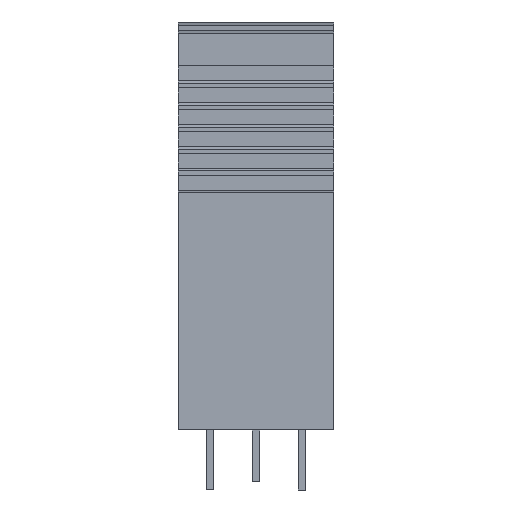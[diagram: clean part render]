
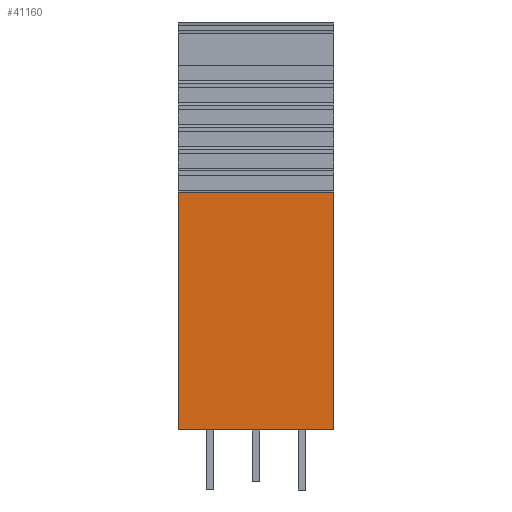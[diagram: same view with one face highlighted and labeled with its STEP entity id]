
A CAD part, front view. The second image highlights one B-rep face of the part: STEP entity #41160.
In plain terms, the highlighted face is planar.
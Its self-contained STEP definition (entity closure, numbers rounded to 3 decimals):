
#6590=CARTESIAN_POINT('',(181.676,74.373,
-0.1));
#6600=VERTEX_POINT('',#6590);
#6630=CARTESIAN_POINT('',(181.676,28.86,-0.1)
);
#6640=DIRECTION('',(0.,1.,0.));
#6650=VECTOR('',#6640,1.);
#6660=LINE('',#6630,#6650);
#6670=CARTESIAN_POINT('',(181.676,47.259,
-0.1));
#6680=VERTEX_POINT('',#6670);
#6690=EDGE_CURVE('',#6680,#6600,#6660,.T.);
#8130=CARTESIAN_POINT('',(181.676,74.373,
-17.8));
#8140=VERTEX_POINT('',#8130);
#8170=CARTESIAN_POINT('',(181.676,74.373,
-10.95));
#8180=DIRECTION('',(0.,0.,-1.));
#8190=VECTOR('',#8180,1.);
#8200=LINE('',#8170,#8190);
#8210=EDGE_CURVE('',#6600,#8140,#8200,.T.);
#14120=CARTESIAN_POINT('',(181.676,47.259,
-17.8));
#14130=VERTEX_POINT('',#14120);
#14160=CARTESIAN_POINT('',(181.676,28.86,-17.8)
);
#14170=DIRECTION('',(0.,1.,0.));
#14180=VECTOR('',#14170,1.);
#14190=LINE('',#14160,#14180);
#14200=EDGE_CURVE('',#14130,#8140,#14190,.T.);
#19660=CARTESIAN_POINT('',(181.676,47.259,
-10.95));
#19670=DIRECTION('',(0.,0.,1.));
#19680=VECTOR('',#19670,1.);
#19690=LINE('',#19660,#19680);
#19700=EDGE_CURVE('',#14130,#6680,#19690,.T.);
#41050=CARTESIAN_POINT('',(181.676,52.784,
-8.95));
#41060=DIRECTION('',(1.,0.,0.));
#41070=DIRECTION('',(0.,0.,-1.));
#41080=AXIS2_PLACEMENT_3D('',#41050,#41060,#41070);
#41090=PLANE('',#41080);
#41100=ORIENTED_EDGE('',*,*,#6690,.F.);
#41110=ORIENTED_EDGE('',*,*,#8210,.F.);
#41120=ORIENTED_EDGE('',*,*,#14200,.T.);
#41130=ORIENTED_EDGE('',*,*,#19700,.F.);
#41140=EDGE_LOOP('',(#41130,#41120,#41110,#41100));
#41150=FACE_OUTER_BOUND('',#41140,.T.);
#41160=ADVANCED_FACE('',(#41150),#41090,.T.);
